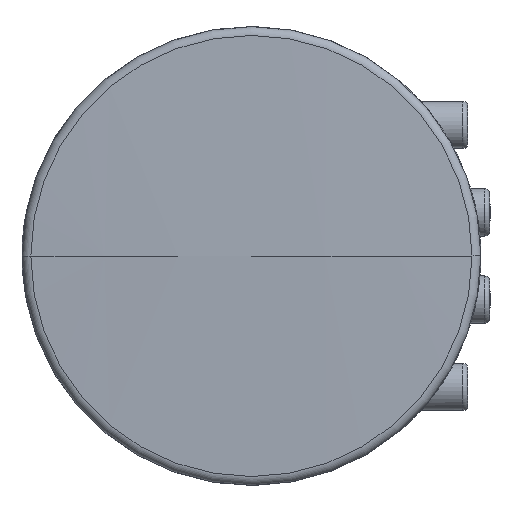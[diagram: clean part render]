
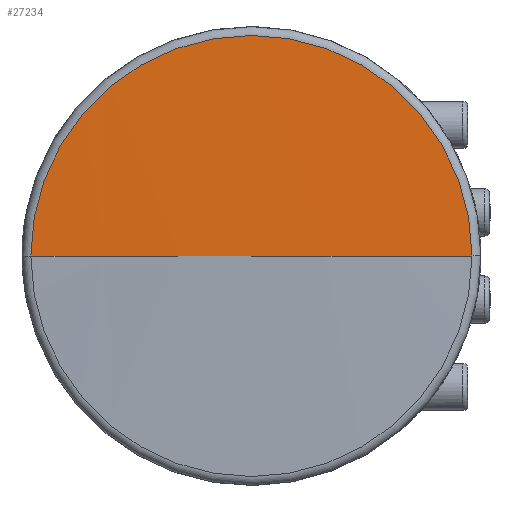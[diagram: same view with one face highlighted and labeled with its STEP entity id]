
A CAD part, left-side view. The second image highlights one B-rep face of the part: STEP entity #27234.
In plain terms, the highlighted spherical face has radius 327.911 mm.
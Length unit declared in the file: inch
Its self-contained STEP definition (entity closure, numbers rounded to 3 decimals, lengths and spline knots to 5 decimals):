
#4252=CARTESIAN_POINT('',(-3.72118,0.,0.));
#4253=DIRECTION('',(1.,0.,0.));
#4254=DIRECTION('',(0.,1.,0.));
#4255=AXIS2_PLACEMENT_3D('',#4252,#4253,#4254);
#4262=CARTESIAN_POINT('',(9.18004,0.,0.));
#4263=DIRECTION('',(0.,0.,1.));
#4264=DIRECTION('',(-0.999,0.037,0.));
#4265=AXIS2_PLACEMENT_3D('',#4262,#4263,#4264);
#4267=CARTESIAN_POINT('',(9.18004,0.,0.));
#4268=DIRECTION('',(0.,0.,-1.));
#4269=DIRECTION('',(-0.999,-0.037,0.));
#4270=AXIS2_PLACEMENT_3D('',#4267,#4268,#4269);
#25790=CARTESIAN_POINT('',(-3.72118,0.47316,0.));
#25791=CARTESIAN_POINT('',(-3.72118,-0.47316,0.));
#25792=VERTEX_POINT('',#25790);
#25793=VERTEX_POINT('',#25791);
#25794=CARTESIAN_POINT('',(-3.72986,0.,0.));
#25795=VERTEX_POINT('',#25794);
#27222=CARTESIAN_POINT('',(9.18004,0.,0.));
#27223=DIRECTION('',(1.,0.,0.));
#27224=DIRECTION('',(0.,-1.,0.));
#27225=AXIS2_PLACEMENT_3D('',#27222,#27223,#27224);
#27226=SPHERICAL_SURFACE('',#27225,12.9099);
#27227=ORIENTED_EDGE('',*,*,#27216,.T.);
#27229=ORIENTED_EDGE('',*,*,#27228,.T.);
#27231=ORIENTED_EDGE('',*,*,#27230,.F.);
#27232=EDGE_LOOP('',(#27227,#27229,#27231));
#27233=FACE_OUTER_BOUND('',#27232,.F.);
#27234=ADVANCED_FACE('',(#27233),#27226,.T.);
#4256=CIRCLE('',#4255,0.47316);
#4266=CIRCLE('',#4265,12.9099);
#4271=CIRCLE('',#4270,12.9099);
#27216=EDGE_CURVE('',#25792,#25793,#4256,.T.);
#27228=EDGE_CURVE('',#25793,#25795,#4271,.T.);
#27230=EDGE_CURVE('',#25792,#25795,#4266,.T.);
